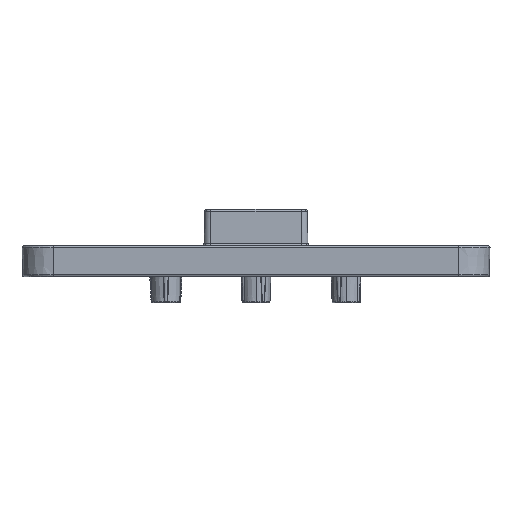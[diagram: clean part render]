
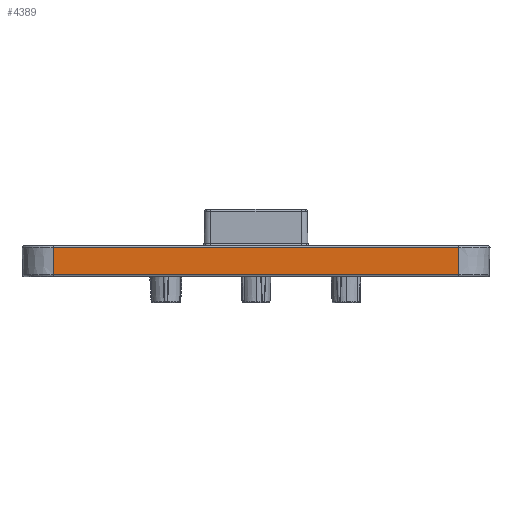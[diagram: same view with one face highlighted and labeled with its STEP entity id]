
A CAD part, left-side view. The second image highlights one B-rep face of the part: STEP entity #4389.
In plain terms, the highlighted planar face has unit normal (-1, 0, -0.018).
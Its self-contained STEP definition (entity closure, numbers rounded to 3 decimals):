
#271 = VECTOR ( 'NONE', #9922, 1000. ) ;
#287 = VECTOR ( 'NONE', #1254, 1000. ) ;
#294 = LINE ( 'NONE', #8096, #271 ) ;
#305 = VECTOR ( 'NONE', #2135, 1000. ) ;
#321 = LINE ( 'NONE', #5964, #287 ) ;
#333 = LINE ( 'NONE', #8689, #305 ) ;
#351 = LINE ( 'NONE', #3063, #368 ) ;
#368 = VECTOR ( 'NONE', #4058, 1000. ) ;
#370 = VERTEX_POINT ( 'NONE', #8470 ) ;
#660 = ORIENTED_EDGE ( 'NONE', *, *, #4174, .T. ) ;
#661 = ORIENTED_EDGE ( 'NONE', *, *, #4177, .T. ) ;
#672 = ORIENTED_EDGE ( 'NONE', *, *, #4179, .T. ) ;
#971 = CARTESIAN_POINT ( 'NONE',  ( -22.5, 0., 3. ) ) ;
#1254 = DIRECTION ( 'NONE',  ( -0.017, 0., 1. ) ) ;
#2135 = DIRECTION ( 'NONE',  ( 0., -1., 0. ) ) ;
#2847 = PLANE ( 'NONE',  #5984 ) ;
#3063 = CARTESIAN_POINT ( 'NONE',  ( -22.5, 19.5, 3. ) ) ;
#3512 = ORIENTED_EDGE ( 'NONE', *, *, #4197, .T. ) ;
#3725 = CARTESIAN_POINT ( 'NONE',  ( -22.496, 19.5, 2.797 ) ) ;
#4058 = DIRECTION ( 'NONE',  ( 0.017, 0., -1. ) ) ;
#4174 = EDGE_CURVE ( 'NONE', #8767, #8804, #351, .T. ) ;
#4177 = EDGE_CURVE ( 'NONE', #8804, #7202, #333, .T. ) ;
#4179 = EDGE_CURVE ( 'NONE', #7202, #370, #321, .T. ) ;
#4197 = EDGE_CURVE ( 'NONE', #370, #8767, #294, .T. ) ;
#4389 = ADVANCED_FACE ( 'NONE', ( #7391 ), #2847, .T. ) ;
#4734 = CARTESIAN_POINT ( 'NONE',  ( -22.451, 19.5, 0.197 ) ) ;
#4868 = DIRECTION ( 'NONE',  ( -1., 0., -0.017 ) ) ;
#5305 = EDGE_LOOP ( 'NONE', ( #660, #661, #672, #3512 ) ) ;
#5964 = CARTESIAN_POINT ( 'NONE',  ( -22.5, -19.5, 3. ) ) ;
#5984 = AXIS2_PLACEMENT_3D ( 'NONE', #971, #4868, #9759 ) ;
#7202 = VERTEX_POINT ( 'NONE', #8293 ) ;
#7391 = FACE_OUTER_BOUND ( 'NONE', #5305, .T. ) ;
#8096 = CARTESIAN_POINT ( 'NONE',  ( -22.496, 0., 2.797 ) ) ;
#8293 = CARTESIAN_POINT ( 'NONE',  ( -22.451, -19.5, 0.197 ) ) ;
#8470 = CARTESIAN_POINT ( 'NONE',  ( -22.496, -19.5, 2.797 ) ) ;
#8689 = CARTESIAN_POINT ( 'NONE',  ( -22.451, -19.5, 0.197 ) ) ;
#8767 = VERTEX_POINT ( 'NONE', #3725 ) ;
#8804 = VERTEX_POINT ( 'NONE', #4734 ) ;
#9759 = DIRECTION ( 'NONE',  ( -0.017, 0., 1. ) ) ;
#9922 = DIRECTION ( 'NONE',  ( 0., 1., 0. ) ) ;
